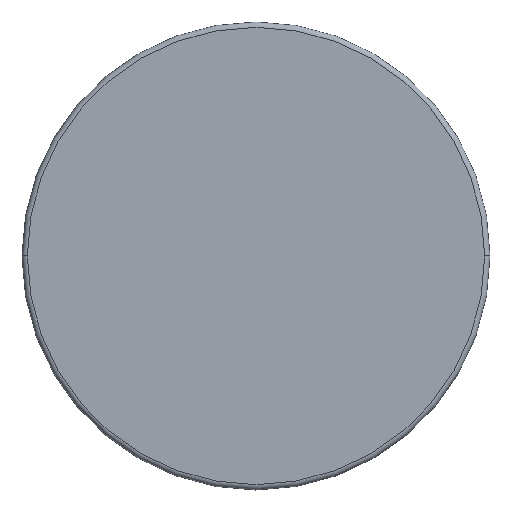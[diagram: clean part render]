
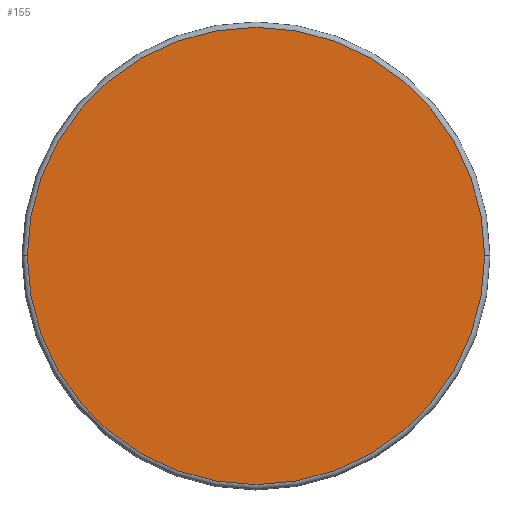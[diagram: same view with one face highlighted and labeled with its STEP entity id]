
A CAD part, top view. The second image highlights one B-rep face of the part: STEP entity #155.
In plain terms, the highlighted planar face has unit normal (0, 0, 1).
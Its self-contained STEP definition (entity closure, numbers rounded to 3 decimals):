
#92=AXIS2_PLACEMENT_3D('Circle Axis2P3D',#90,#91,$) ;
#126=AXIS2_PLACEMENT_3D('Circle Axis2P3D',#124,#125,$) ;
#149=AXIS2_PLACEMENT_3D('Plane Axis2P3D',#146,#147,#148) ;
#80=CARTESIAN_POINT('Vertex',(21.4,0.,9.25)) ;
#87=CARTESIAN_POINT('Vertex',(-21.4,0.,9.25)) ;
#90=CARTESIAN_POINT('Axis2P3D Location',(0.,0.,9.25)) ;
#124=CARTESIAN_POINT('Axis2P3D Location',(0.,0.,9.25)) ;
#146=CARTESIAN_POINT('Axis2P3D Location',(0.,0.,9.25)) ;
#91=DIRECTION('Axis2P3D Direction',(-0.,0.,1.)) ;
#125=DIRECTION('Axis2P3D Direction',(0.,-0.,1.)) ;
#147=DIRECTION('Axis2P3D Direction',(0.,0.,1.)) ;
#148=DIRECTION('Axis2P3D XDirection',(1.,0.,0.)) ;
#152=ORIENTED_EDGE('',*,*,#94,.T.) ;
#153=ORIENTED_EDGE('',*,*,#128,.T.) ;
#155=ADVANCED_FACE('CH00728_A.1\\Disque BOIS',(#154),#150,.T.) ;
#93=CIRCLE('generated circle',#92,21.4) ;
#127=CIRCLE('generated circle',#126,21.4) ;
#94=EDGE_CURVE('',#81,#88,#93,.T.) ;
#128=EDGE_CURVE('',#88,#81,#127,.T.) ;
#151=EDGE_LOOP('',(#152,#153)) ;
#154=FACE_OUTER_BOUND('',#151,.T.) ;
#150=PLANE('',#149) ;
#81=VERTEX_POINT('',#80) ;
#88=VERTEX_POINT('',#87) ;
